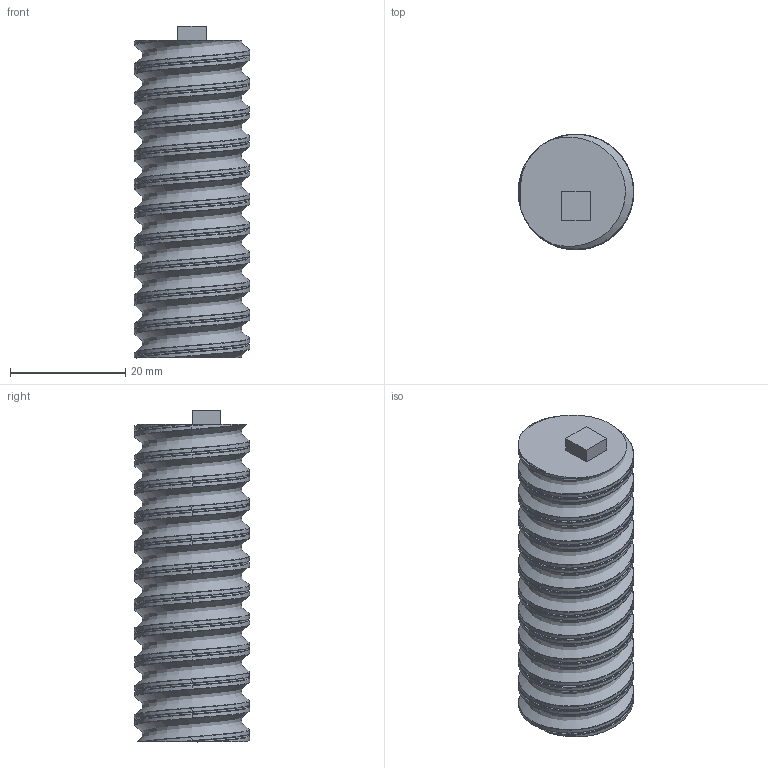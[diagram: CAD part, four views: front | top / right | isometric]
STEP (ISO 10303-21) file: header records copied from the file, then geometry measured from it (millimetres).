
FILE_DESCRIPTION (( 'STEP AP214' ), '1' );
FILE_NAME ('SFU2005 Washer Screw.STEP', '2018-04-07T07:08:44', ( '' ), ( '' ), 'SwSTEP 2.0', 'SolidWorks 2017', '' );
FILE_SCHEMA (( 'AUTOMOTIVE_DESIGN' ));
Length unit declared in the file: millimetre
Products named in the file (1): SFU2005 Washer Screw
Bounding box: 20 x 19.96 x 57.52 mm (x, y, z)
Volume: 15203.9 mm3; surface area: 4945 mm2
Topology: 1 solids, 1 shells, 61 faces, 174 edges, 116 vertices
Faces by surface type: cylinder 46, bspline 8, plane 7
Entity records: 13119 total; most frequent: CARTESIAN_POINT 11847, ORIENTED_EDGE 348, EDGE_CURVE 174, DIRECTION 172, VERTEX_POINT 116, EDGE_LOOP 62, ADVANCED_FACE 61, FACE_OUTER_BOUND 61
